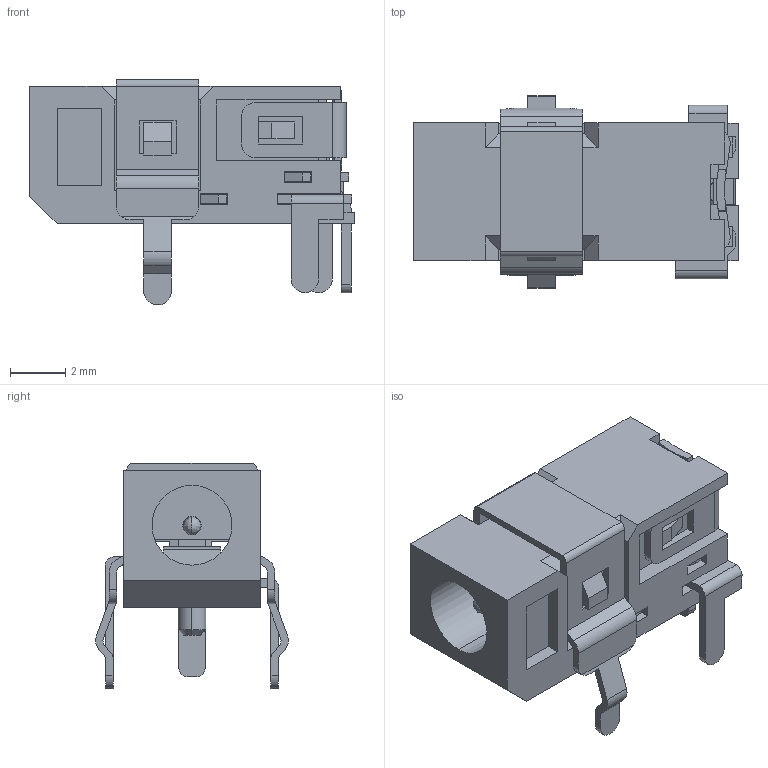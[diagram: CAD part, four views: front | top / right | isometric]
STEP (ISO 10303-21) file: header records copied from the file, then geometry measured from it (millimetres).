
FILE_DESCRIPTION (( 'STEP AP203' ), '1' );
FILE_NAME ('54-00139_revA.STEP', '2018-09-28T00:01:54', ( '' ), ( '' ), 'SwSTEP 2.0', 'SolidWorks 2015', '' );
FILE_SCHEMA (( 'CONFIG_CONTROL_DESIGN' ));
Length unit declared in the file: millimetre
Products named in the file (1): 54-00139_revA
Bounding box: 11.8 x 7 x 8.19 mm (x, y, z)
Volume: 183.6 mm3; surface area: 809.8 mm2
Topology: 8 solids, 8 shells, 359 faces, 1025 edges, 679 vertices
Faces by surface type: plane 277, cylinder 74, cone 4, bspline 4
Entity records: 11721 total; most frequent: CARTESIAN_POINT 2218, ORIENTED_EDGE 2038, DIRECTION 1854, EDGE_CURVE 1019, LINE 844, VECTOR 844, VERTEX_POINT 677, AXIS2_PLACEMENT_3D 505
